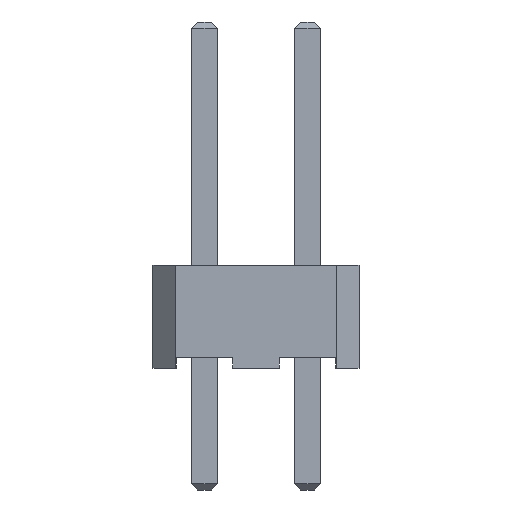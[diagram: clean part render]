
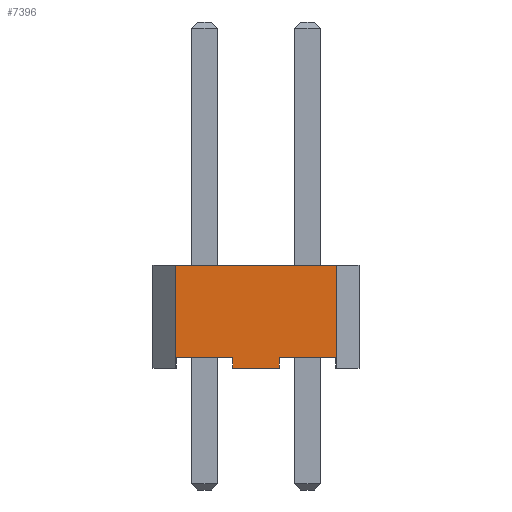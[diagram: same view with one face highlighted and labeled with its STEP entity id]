
A CAD part, left-side view. The second image highlights one B-rep face of the part: STEP entity #7396.
In plain terms, the highlighted planar face has unit normal (-1, 0, 0).
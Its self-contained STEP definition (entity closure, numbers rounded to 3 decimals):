
#442=FACE_OUTER_BOUND('',#898,.T.);
#898=EDGE_LOOP('',(#6221,#6222,#6223,#6224,#6225,#6226,#6227,#6228,#6229,
#6230,#6231,#6232));
#1556=LINE('',#11086,#2554);
#1559=LINE('',#11091,#2557);
#1600=LINE('',#11173,#2598);
#1643=LINE('',#11260,#2641);
#1686=LINE('',#11346,#2684);
#1689=LINE('',#11351,#2687);
#1690=LINE('',#11353,#2688);
#1692=LINE('',#11358,#2690);
#1733=LINE('',#11439,#2731);
#1734=LINE('',#11441,#2732);
#1811=LINE('',#11595,#2809);
#1812=LINE('',#11597,#2810);
#2554=VECTOR('',#9120,10.);
#2557=VECTOR('',#9125,10.);
#2598=VECTOR('',#9168,10.);
#2641=VECTOR('',#9215,10.);
#2684=VECTOR('',#9262,10.);
#2687=VECTOR('',#9267,10.);
#2688=VECTOR('',#9270,10.);
#2690=VECTOR('',#9274,10.);
#2731=VECTOR('',#9317,10.);
#2732=VECTOR('',#9320,10.);
#2809=VECTOR('',#9551,10.);
#2810=VECTOR('',#9554,10.);
#3311=VERTEX_POINT('',#11083);
#3312=VERTEX_POINT('',#11085);
#3313=VERTEX_POINT('',#11089);
#3353=VERTEX_POINT('',#11171);
#3394=VERTEX_POINT('',#11257);
#3395=VERTEX_POINT('',#11259);
#3435=VERTEX_POINT('',#11343);
#3436=VERTEX_POINT('',#11345);
#3437=VERTEX_POINT('',#11349);
#3438=VERTEX_POINT('',#11355);
#3439=VERTEX_POINT('',#11357);
#3478=VERTEX_POINT('',#11437);
#4148=EDGE_CURVE('',#3312,#3311,#1556,.T.);
#4151=EDGE_CURVE('',#3313,#3311,#1559,.T.);
#4192=EDGE_CURVE('',#3353,#3313,#1600,.T.);
#4235=EDGE_CURVE('',#3394,#3395,#1643,.T.);
#4278=EDGE_CURVE('',#3435,#3436,#1686,.T.);
#4281=EDGE_CURVE('',#3437,#3435,#1689,.T.);
#4282=EDGE_CURVE('',#3312,#3437,#1690,.T.);
#4284=EDGE_CURVE('',#3438,#3439,#1692,.T.);
#4325=EDGE_CURVE('',#3478,#3438,#1733,.T.);
#4326=EDGE_CURVE('',#3478,#3436,#1734,.T.);
#4403=EDGE_CURVE('',#3395,#3353,#1811,.T.);
#4404=EDGE_CURVE('',#3439,#3394,#1812,.T.);
#6221=ORIENTED_EDGE('',*,*,#4235,.F.);
#6222=ORIENTED_EDGE('',*,*,#4404,.F.);
#6223=ORIENTED_EDGE('',*,*,#4284,.F.);
#6224=ORIENTED_EDGE('',*,*,#4325,.F.);
#6225=ORIENTED_EDGE('',*,*,#4326,.T.);
#6226=ORIENTED_EDGE('',*,*,#4278,.F.);
#6227=ORIENTED_EDGE('',*,*,#4281,.F.);
#6228=ORIENTED_EDGE('',*,*,#4282,.F.);
#6229=ORIENTED_EDGE('',*,*,#4148,.T.);
#6230=ORIENTED_EDGE('',*,*,#4151,.F.);
#6231=ORIENTED_EDGE('',*,*,#4192,.F.);
#6232=ORIENTED_EDGE('',*,*,#4403,.F.);
#6940=PLANE('',#7893);
#7396=ADVANCED_FACE('',(#442),#6940,.T.);
#7893=AXIS2_PLACEMENT_3D('',#11598,#9555,#9556);
#9120=DIRECTION('',(0.,-1.,0.));
#9125=DIRECTION('',(0.,0.,1.));
#9168=DIRECTION('',(0.,1.,0.));
#9215=DIRECTION('',(0.,-1.,0.));
#9262=DIRECTION('',(0.,0.,1.));
#9267=DIRECTION('',(0.,1.,0.));
#9270=DIRECTION('',(0.,0.,-1.));
#9274=DIRECTION('',(0.,1.,0.));
#9317=DIRECTION('',(0.,0.,-1.));
#9320=DIRECTION('',(0.,-1.,0.));
#9551=DIRECTION('',(0.,0.,-1.));
#9554=DIRECTION('',(0.,0.,1.));
#9555=DIRECTION('center_axis',(-1.,0.,0.));
#9556=DIRECTION('ref_axis',(0.,-1.,0.));
#11083=CARTESIAN_POINT('',(-16.51,-1.97,0.32));
#11085=CARTESIAN_POINT('',(-16.51,-0.57,0.32));
#11086=CARTESIAN_POINT('',(-16.51,-1.135,0.32));
#11089=CARTESIAN_POINT('',(-16.51,-1.97,0.05));
#11091=CARTESIAN_POINT('',(-16.51,-1.97,1.32));
#11171=CARTESIAN_POINT('',(-16.51,-1.987,0.05));
#11173=CARTESIAN_POINT('',(-16.51,-1.159,0.05));
#11257=CARTESIAN_POINT('',(-16.51,1.987,2.59));
#11259=CARTESIAN_POINT('',(-16.51,-1.987,2.59));
#11260=CARTESIAN_POINT('',(-16.51,0.,2.59));
#11343=CARTESIAN_POINT('',(-16.51,0.57,0.05));
#11345=CARTESIAN_POINT('',(-16.51,0.57,0.32));
#11346=CARTESIAN_POINT('',(-16.51,0.57,1.32));
#11349=CARTESIAN_POINT('',(-16.51,-0.57,0.05));
#11351=CARTESIAN_POINT('',(-16.51,-0.817,0.05));
#11353=CARTESIAN_POINT('',(-16.51,-0.57,1.455));
#11355=CARTESIAN_POINT('',(-16.51,1.97,0.05));
#11357=CARTESIAN_POINT('',(-16.51,1.987,0.05));
#11358=CARTESIAN_POINT('',(-16.51,1.723,0.05));
#11437=CARTESIAN_POINT('',(-16.51,1.97,0.32));
#11439=CARTESIAN_POINT('',(-16.51,1.97,1.455));
#11441=CARTESIAN_POINT('',(-16.51,1.405,0.32));
#11595=CARTESIAN_POINT('',(-16.51,-1.987,0.05));
#11597=CARTESIAN_POINT('',(-16.51,1.987,0.05));
#11598=CARTESIAN_POINT('Origin',(-16.51,0.,0.05));
